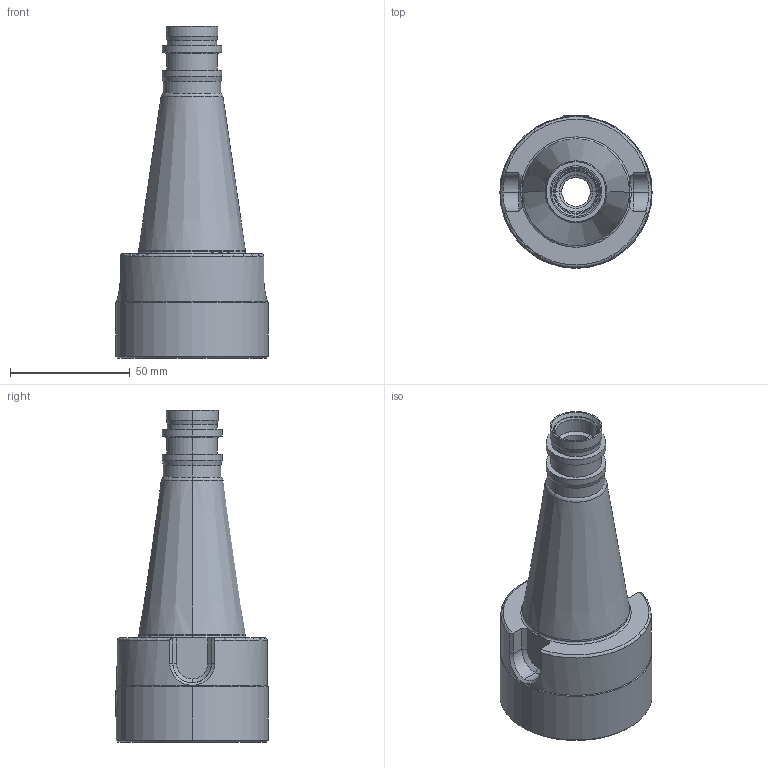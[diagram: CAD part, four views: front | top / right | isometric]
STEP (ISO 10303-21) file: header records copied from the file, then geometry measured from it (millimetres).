
FILE_DESCRIPTION(('no description'),'unknown implementation level');
FILE_NAME('25387C72-8ED4-445E-9E81-DCD64F5A20E2_export.stp',' ',('CIMSOURCE GmbH'),('CADClick - KiM GmbH - www.kimweb.de'),'unknown preprocess','ACIS','unknown authorization');
FILE_SCHEMA(('automotive_design'));
Length unit declared in the file: millimetre
Products named in the file (2): 321.462 Kaiser SK40 M16 X CK6 X 100|321.462 Kaiser SK40 M16 X CK6 X 100_Standard;NONE; 321.462 Kaiser SK40 M16 X CK6 X 100|690.436 Kaiser ETL M12 X 18 CK6_Standard;NONE
Bounding box: 63.5 x 63.67 x 138.4 mm (x, y, z)
Volume: 138288 mm3; surface area: 34766.9 mm2
Topology: 2 solids, 2 shells, 158 faces, 355 edges, 207 vertices
Faces by surface type: plane 51, cylinder 49, cone 48, torus 8, bspline 2
Entity records: 9072 total; most frequent: CARTESIAN_POINT 1387, DIRECTION 796, STYLED_ITEM 722, PRESENTATION_STYLE_ASSIGNMENT 722, COLOUR_RGB 722, ORIENTED_EDGE 708, EDGE_CURVE 354, CURVE_STYLE 354
